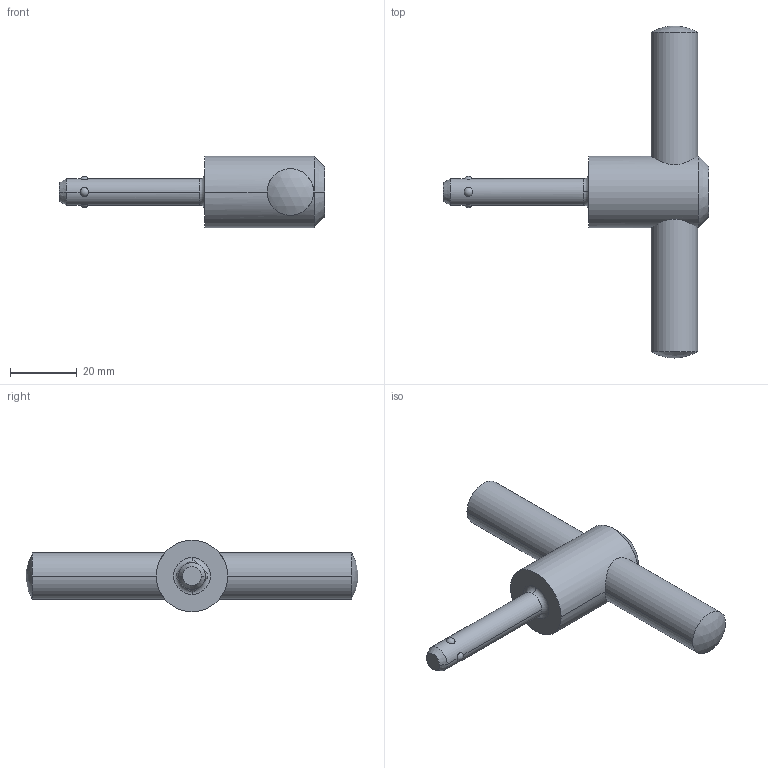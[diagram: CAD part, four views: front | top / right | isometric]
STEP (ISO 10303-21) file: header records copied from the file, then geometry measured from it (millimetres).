
FILE_DESCRIPTION(('STEP AP214'),'1');
FILE_NAME('HALDERN_EH_22351_0005.stp','2017-11-08T12:40:32',('TraceParts'),('TraceParts S.A.'),'Spatial InterOp 3D',' ',' ');
FILE_SCHEMA(('automotive_design'));
Length unit declared in the file: millimetre
Products named in the file (3): HALDERN_EH_22351_0005_1; HALDERN_EH_22351_0005_2; HALDERN_EH_22351_0005_3
Bounding box: 79.75 x 99.84 x 21.5 mm (x, y, z)
Volume: 26926.6 mm3; surface area: 9480.8 mm2
Topology: 3 solids, 3 shells, 30 faces, 67 edges, 45 vertices
Faces by surface type: cylinder 12, sphere 6, plane 6, cone 4, torus 2
Entity records: 1444 total; most frequent: CARTESIAN_POINT 481, DIRECTION 148, ORIENTED_EDGE 134, EDGE_CURVE 67, AXIS2_PLACEMENT_3D 64, VERTEX_POINT 45, EDGE_LOOP 34, CIRCLE 31
